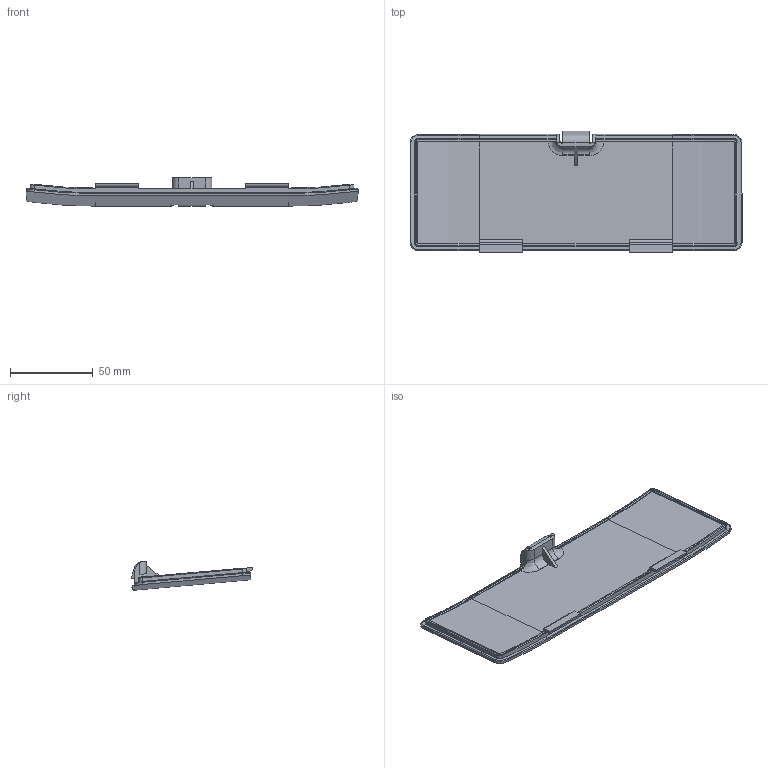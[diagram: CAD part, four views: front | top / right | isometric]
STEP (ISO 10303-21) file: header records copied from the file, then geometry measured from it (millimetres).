
FILE_DESCRIPTION (( 'STEP AP214' ), '1' );
FILE_NAME ('TrunkCoverOP2bottom.STEP', '2018-05-15T13:26:03', ( '' ), ( '' ), 'SwSTEP 2.0', 'SolidWorks 2016', '' );
FILE_SCHEMA (( 'AUTOMOTIVE_DESIGN' ));
Length unit declared in the file: millimetre
Products named in the file (2): TrunkCoverOP2bottom
Bounding box: 200 x 73.04 x 17.2 mm (x, y, z)
Volume: 55229.5 mm3; surface area: 32816.3 mm2
Topology: 1 solids, 1 shells, 150 faces, 400 edges, 252 vertices
Faces by surface type: cylinder 63, plane 57, bspline 30
Entity records: 5888 total; most frequent: CARTESIAN_POINT 2421, ORIENTED_EDGE 800, DIRECTION 628, EDGE_CURVE 400, VERTEX_POINT 252, AXIS2_PLACEMENT_3D 214, LINE 200, VECTOR 200
